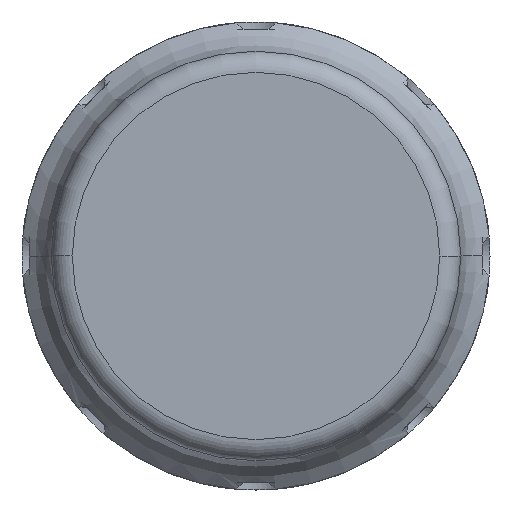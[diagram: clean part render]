
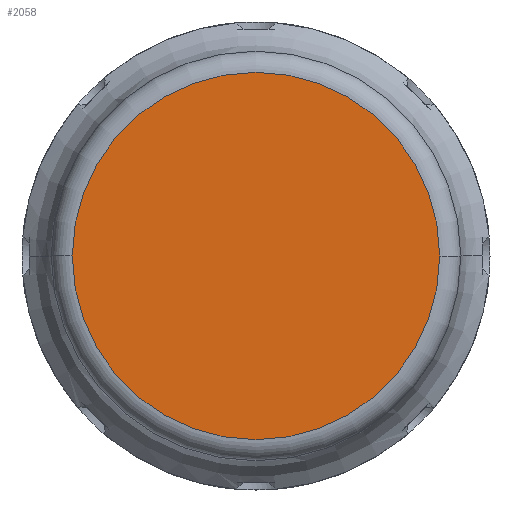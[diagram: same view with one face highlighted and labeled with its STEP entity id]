
A CAD part, front view. The second image highlights one B-rep face of the part: STEP entity #2058.
In plain terms, the highlighted planar face has unit normal (0, -1, 0).
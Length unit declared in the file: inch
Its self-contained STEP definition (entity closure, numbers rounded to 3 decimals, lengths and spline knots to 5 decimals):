
#1=CARTESIAN_POINT('',(0.,0.,0.));
#2=DIRECTION('',(0.,-1.,0.));
#3=DIRECTION('',(1.,0.,0.));
#4=AXIS2_PLACEMENT_3D('',#1,#2,#3);
#6=CARTESIAN_POINT('',(0.,0.,0.));
#7=DIRECTION('',(0.,-1.,0.));
#8=DIRECTION('',(-1.,0.,0.));
#9=AXIS2_PLACEMENT_3D('',#6,#7,#8);
#1733=CARTESIAN_POINT('',(0.785,0.,0.));
#1734=CARTESIAN_POINT('',(-0.785,0.,0.));
#1735=VERTEX_POINT('',#1733);
#1736=VERTEX_POINT('',#1734);
#2047=CARTESIAN_POINT('',(0.,0.,0.));
#2048=DIRECTION('',(0.,1.,0.));
#2049=DIRECTION('',(1.,0.,0.));
#2050=AXIS2_PLACEMENT_3D('',#2047,#2048,#2049);
#2051=PLANE('',#2050);
#2053=ORIENTED_EDGE('',*,*,#2052,.F.);
#2055=ORIENTED_EDGE('',*,*,#2054,.F.);
#2056=EDGE_LOOP('',(#2053,#2055));
#2057=FACE_OUTER_BOUND('',#2056,.F.);
#2058=ADVANCED_FACE('',(#2057),#2051,.F.);
#5=CIRCLE('',#4,0.785);
#10=CIRCLE('',#9,0.785);
#2052=EDGE_CURVE('',#1735,#1736,#5,.T.);
#2054=EDGE_CURVE('',#1736,#1735,#10,.T.);
